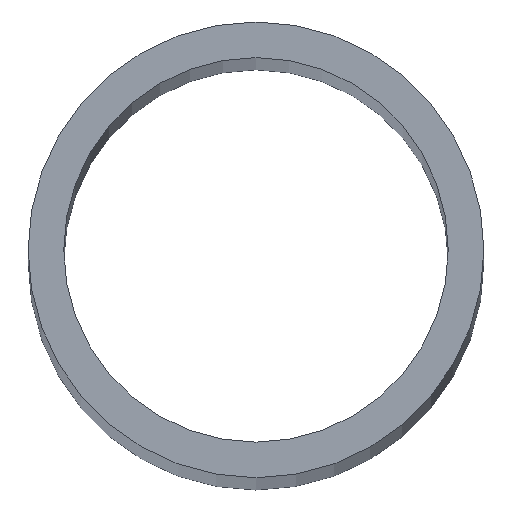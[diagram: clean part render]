
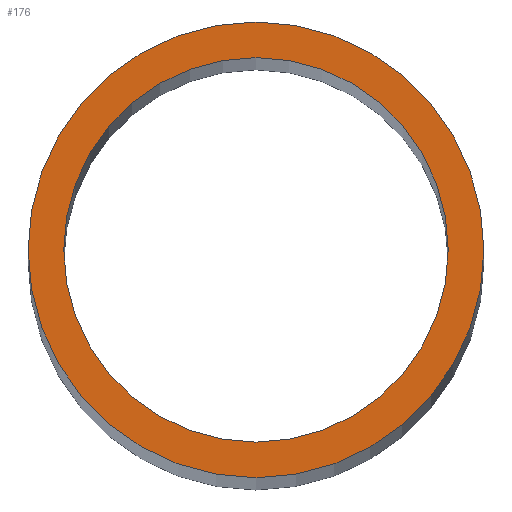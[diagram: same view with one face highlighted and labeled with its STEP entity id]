
A CAD part, top view. The second image highlights one B-rep face of the part: STEP entity #176.
In plain terms, the highlighted planar face has unit normal (0, 0, 1).
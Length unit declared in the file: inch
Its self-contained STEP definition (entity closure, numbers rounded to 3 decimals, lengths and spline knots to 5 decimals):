
#3 = EDGE_LOOP ( 'NONE', ( #5, #184 ) ) ;
#5 = ORIENTED_EDGE ( 'NONE', *, *, #96, .T. ) ;
#9 = CIRCLE ( 'NONE', #186, 5.906 ) ;
#10 = CARTESIAN_POINT ( 'NONE',  ( 5.906, 0., 216. ) ) ;
#16 = DIRECTION ( 'NONE',  ( 0., 0., 1. ) ) ;
#22 = ORIENTED_EDGE ( 'NONE', *, *, #245, .F. ) ;
#30 = PLANE ( 'NONE',  #80 ) ;
#31 = DIRECTION ( 'NONE',  ( 0., 0., 1. ) ) ;
#47 = VERTEX_POINT ( 'NONE', #126 ) ;
#48 = CARTESIAN_POINT ( 'NONE',  ( 0., 0., 216. ) ) ;
#49 = CARTESIAN_POINT ( 'NONE',  ( -7., 0., 216. ) ) ;
#65 = VERTEX_POINT ( 'NONE', #49 ) ;
#73 = EDGE_CURVE ( 'NONE', #47, #65, #158, .T. ) ;
#74 = CARTESIAN_POINT ( 'NONE',  ( 0., 0., 216. ) ) ;
#75 = DIRECTION ( 'NONE',  ( 1., 0., 0. ) ) ;
#80 = AXIS2_PLACEMENT_3D ( 'NONE', #117, #16, #75 ) ;
#81 = CIRCLE ( 'NONE', #182, 7. ) ;
#84 = EDGE_LOOP ( 'NONE', ( #146, #22 ) ) ;
#94 = FACE_BOUND ( 'NONE', #84, .T. ) ;
#95 = DIRECTION ( 'NONE',  ( 1., 0., 0. ) ) ;
#96 = EDGE_CURVE ( 'NONE', #65, #47, #81, .T. ) ;
#108 = VERTEX_POINT ( 'NONE', #240 ) ;
#114 = CARTESIAN_POINT ( 'NONE',  ( 0., 0., 216. ) ) ;
#116 = AXIS2_PLACEMENT_3D ( 'NONE', #48, #31, #95 ) ;
#117 = CARTESIAN_POINT ( 'NONE',  ( 0., 0., 216. ) ) ;
#125 = CIRCLE ( 'NONE', #116, 5.906 ) ;
#126 = CARTESIAN_POINT ( 'NONE',  ( 7., 0., 216. ) ) ;
#135 = DIRECTION ( 'NONE',  ( 0., 0., 1. ) ) ;
#146 = ORIENTED_EDGE ( 'NONE', *, *, #206, .F. ) ;
#154 = DIRECTION ( 'NONE',  ( 0., 0., 1. ) ) ;
#155 = FACE_OUTER_BOUND ( 'NONE', #3, .T. ) ;
#156 = DIRECTION ( 'NONE',  ( 1., 0., 0. ) ) ;
#158 = CIRCLE ( 'NONE', #216, 7. ) ;
#169 = DIRECTION ( 'NONE',  ( 1., 0., 0. ) ) ;
#171 = CARTESIAN_POINT ( 'NONE',  ( 0., 0., 216. ) ) ;
#176 = ADVANCED_FACE ( 'NONE', ( #155, #94 ), #30, .T. ) ;
#182 = AXIS2_PLACEMENT_3D ( 'NONE', #171, #207, #169 ) ;
#184 = ORIENTED_EDGE ( 'NONE', *, *, #73, .T. ) ;
#186 = AXIS2_PLACEMENT_3D ( 'NONE', #74, #154, #222 ) ;
#206 = EDGE_CURVE ( 'NONE', #108, #233, #125, .T. ) ;
#207 = DIRECTION ( 'NONE',  ( 0., 0., 1. ) ) ;
#216 = AXIS2_PLACEMENT_3D ( 'NONE', #114, #135, #156 ) ;
#222 = DIRECTION ( 'NONE',  ( 1., 0., 0. ) ) ;
#233 = VERTEX_POINT ( 'NONE', #10 ) ;
#240 = CARTESIAN_POINT ( 'NONE',  ( -5.906, 0., 216. ) ) ;
#245 = EDGE_CURVE ( 'NONE', #233, #108, #9, .T. ) ;
